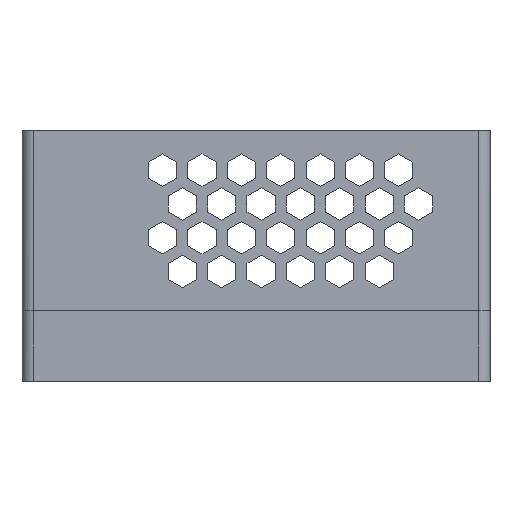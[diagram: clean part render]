
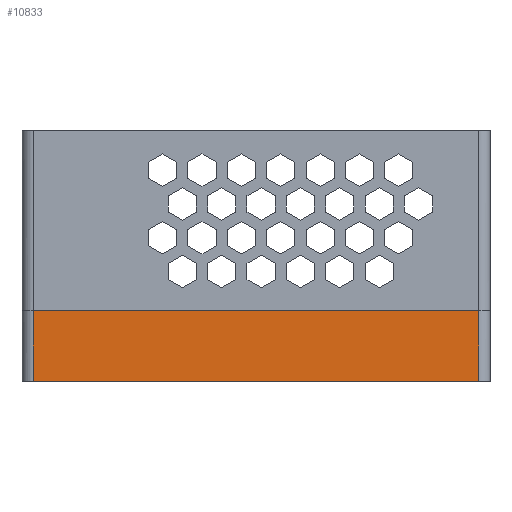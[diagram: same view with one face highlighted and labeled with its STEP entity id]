
A CAD part, left-side view. The second image highlights one B-rep face of the part: STEP entity #10833.
In plain terms, the highlighted free-form (B-spline) face has degree [1, 1] with [2, 2] control points.
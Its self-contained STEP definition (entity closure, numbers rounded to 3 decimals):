
#9649 = VERTEX_POINT('',#9650);
#9650 = CARTESIAN_POINT('',(-136.598,98.027,
    -4.452));
#9656 = EDGE_CURVE('',#9657,#9649,#9659,.T.);
#9657 = VERTEX_POINT('',#9658);
#9658 = CARTESIAN_POINT('',(-136.598,-1.254,
    -4.452));
#9659 = B_SPLINE_CURVE_WITH_KNOTS('',1,(#9660,#9661),.UNSPECIFIED.,.F.,
  .F.,(2,2),(0.,79.2),.PIECEWISE_BEZIER_KNOTS.);
#9660 = CARTESIAN_POINT('',(-136.598,-1.254,
    -4.452));
#9661 = CARTESIAN_POINT('',(-136.598,98.027,
    -4.452));
#10220 = VERTEX_POINT('',#10221);
#10221 = CARTESIAN_POINT('',(-136.598,-1.254,
    -20.122));
#10227 = EDGE_CURVE('',#10228,#10220,#10230,.T.);
#10228 = VERTEX_POINT('',#10229);
#10229 = CARTESIAN_POINT('',(-136.598,98.027,
    -20.122));
#10230 = B_SPLINE_CURVE_WITH_KNOTS('',1,(#10231,#10232),.UNSPECIFIED.,
  .F.,.F.,(2,2),(0.,79.2),.PIECEWISE_BEZIER_KNOTS.);
#10231 = CARTESIAN_POINT('',(-136.598,98.027,
    -20.122));
#10232 = CARTESIAN_POINT('',(-136.598,-1.254,
    -20.122));
#10819 = EDGE_CURVE('',#10228,#9649,#10820,.T.);
#10820 = B_SPLINE_CURVE_WITH_KNOTS('',1,(#10821,#10822),.UNSPECIFIED.,
  .F.,.F.,(2,2),(0.,12.5),.PIECEWISE_BEZIER_KNOTS.);
#10821 = CARTESIAN_POINT('',(-136.598,98.027,
    -20.122));
#10822 = CARTESIAN_POINT('',(-136.598,98.027,
    -4.452));
#10833 = ADVANCED_FACE('',(#10834),#10844,.T.);
#10834 = FACE_BOUND('',#10835,.T.);
#10835 = EDGE_LOOP('',(#10836,#10841,#10842,#10843));
#10836 = ORIENTED_EDGE('',*,*,#10837,.T.);
#10837 = EDGE_CURVE('',#10220,#9657,#10838,.T.);
#10838 = B_SPLINE_CURVE_WITH_KNOTS('',1,(#10839,#10840),.UNSPECIFIED.,
  .F.,.F.,(2,2),(0.,12.5),.PIECEWISE_BEZIER_KNOTS.);
#10839 = CARTESIAN_POINT('',(-136.598,-1.254,
    -20.122));
#10840 = CARTESIAN_POINT('',(-136.598,-1.254,
    -4.452));
#10841 = ORIENTED_EDGE('',*,*,#9656,.T.);
#10842 = ORIENTED_EDGE('',*,*,#10819,.F.);
#10843 = ORIENTED_EDGE('',*,*,#10227,.T.);
#10844 = B_SPLINE_SURFACE_WITH_KNOTS('',1,1,(
    (#10845,#10846)
    ,(#10847,#10848
    )),.UNSPECIFIED.,.F.,.F.,.F.,(2,2),(2,2),(2.,81.2),(0.,12.5),
  .PIECEWISE_BEZIER_KNOTS.);
#10845 = CARTESIAN_POINT('',(-136.598,98.027,
    -20.122));
#10846 = CARTESIAN_POINT('',(-136.598,98.027,
    -4.452));
#10847 = CARTESIAN_POINT('',(-136.598,-1.254,
    -20.122));
#10848 = CARTESIAN_POINT('',(-136.598,-1.254,
    -4.452));
